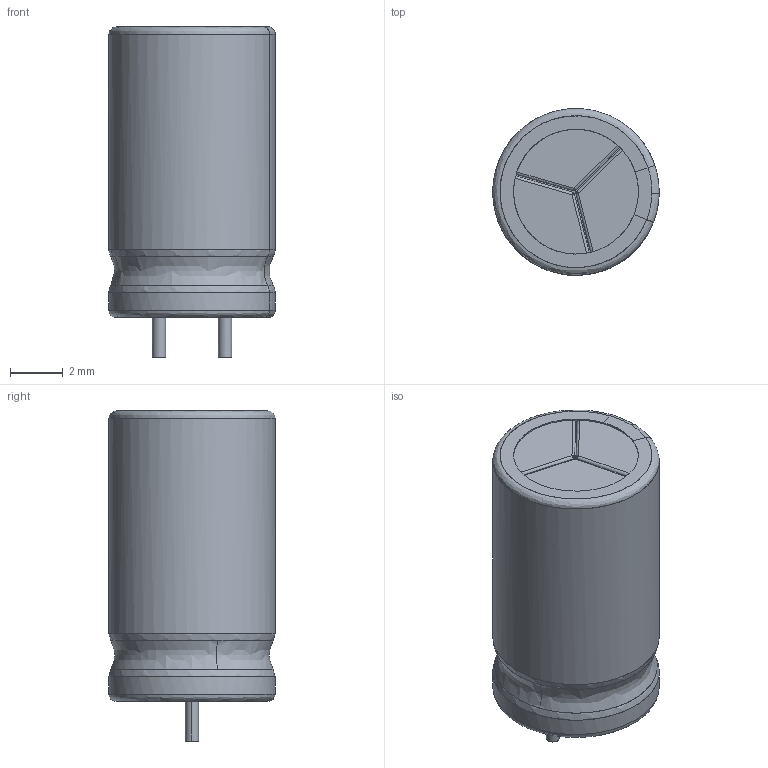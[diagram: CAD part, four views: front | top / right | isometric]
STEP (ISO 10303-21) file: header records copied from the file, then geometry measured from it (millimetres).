
FILE_DESCRIPTION(/* description */ (''),/* implementation_level */ '2;1');
FILE_NAME(/* name */ 'TH1773~1',/* time_stamp */ '2017-04-05T10:12:04+03:00',/* author */ (''),/* organization */ (''),/* preprocessor_version */ 'ST-DEVELOPER v15',/* originating_system */ '',/* authorisation */ '');
FILE_SCHEMA (('AUTOMOTIVE_DESIGN'));
Length unit declared in the file: millimetre
Products named in the file (13): User Library-Cap electrolitic radial 6,3x11; User Library-Cap electrolitic radial 6,3x11_Case; Block 01; User Library-Cap electrolitic radial 6,3x11_Minus; Block 02; User Library-Cap electrolitic radial 6,3x11_Top; Block 03; User Library-Cap electrolitic radial 6,3x11_Pins; Block 04; Block 05; Block 06; User Library-Cap electrolitic radial 6,3x11_Bottom; Block 07
Assembly tree (12 placements, depth 3):
  User Library-Cap electrolitic radial 6,3x11
    User Library-Cap electrolitic radial 6,3x11_Case
      Block 01
    User Library-Cap electrolitic radial 6,3x11_Minus
      Block 02
    User Library-Cap electrolitic radial 6,3x11_Top
      Block 03
    User Library-Cap electrolitic radial 6,3x11_Pins
      Block 04
      Block 05
      Block 06
    User Library-Cap electrolitic radial 6,3x11_Bottom
      Block 07
Bounding box: 6.3 x 6.3 x 12.5 mm (x, y, z)
Surface area: 543.2 mm2 (no closed solid volume)
Topology: 0 solids, 69 shells, 69 faces, 328 edges, 322 vertices
Faces by surface type: bspline 48, plane 21
Entity records: 5771 total; most frequent: CARTESIAN_POINT 3282, ORIENTED_EDGE 322, EDGE_CURVE 322, VERTEX_POINT 322, B_SPLINE_CURVE_WITH_KNOTS 149, DIRECTION 85, EDGE_LOOP 71, COLOUR_RGB 69
